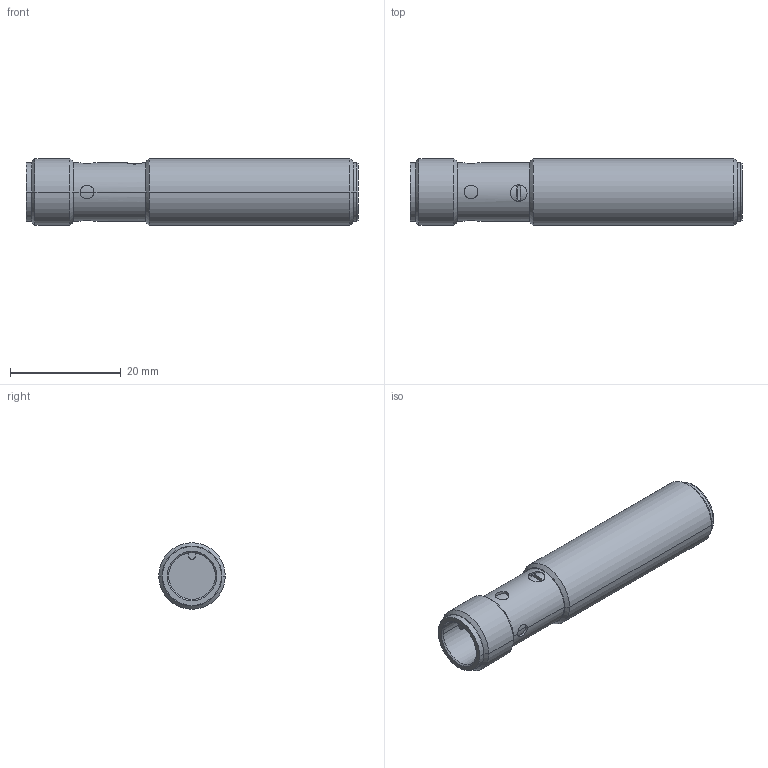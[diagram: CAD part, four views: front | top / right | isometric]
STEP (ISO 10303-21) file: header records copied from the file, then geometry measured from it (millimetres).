
FILE_DESCRIPTION((''),'2;1');
FILE_NAME('1','2012-02-16T',('dhelisch'),(''),'PRO/ENGINEER BY PARAMETRIC TECHNOLOGY CORPORATION, 2007250','PRO/ENGINEER BY PARAMETRIC TECHNOLOGY CORPORATION, 2007250','');
FILE_SCHEMA(('CONFIG_CONTROL_DESIGN'));
Length unit declared in the file: millimetre
Products named in the file (1): 1
Bounding box: 59.85 x 12 x 12 mm (x, y, z)
Volume: 5830.7 mm3; surface area: 2720.8 mm2
Topology: 1 solids, 2 shells, 65 faces, 143 edges, 91 vertices
Faces by surface type: cylinder 35, plane 20, cone 10
Entity records: 2742 total; most frequent: CARTESIAN_POINT 583, DIRECTION 292, ORIENTED_EDGE 286, PRESENTATION_STYLE_ASSIGNMENT 163, STYLED_ITEM 144, CURVE_STYLE 143, EDGE_CURVE 143, AXIS2_PLACEMENT_3D 113
